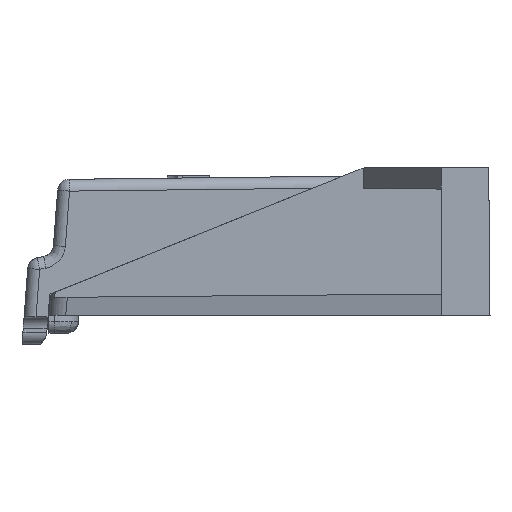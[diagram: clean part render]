
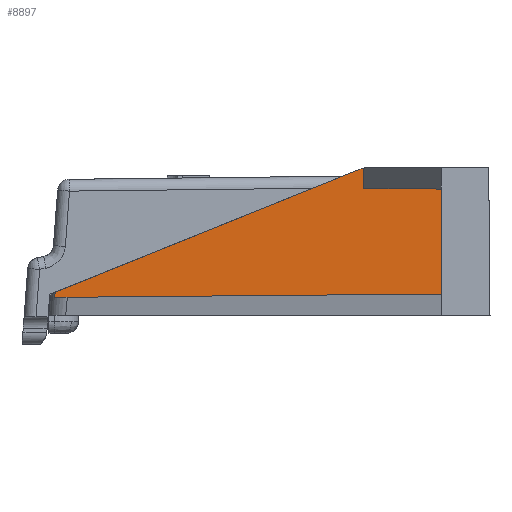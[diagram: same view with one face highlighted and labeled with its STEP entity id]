
A CAD part, left-side view. The second image highlights one B-rep face of the part: STEP entity #8897.
In plain terms, the highlighted planar face has unit normal (-1, 0.009, 0).
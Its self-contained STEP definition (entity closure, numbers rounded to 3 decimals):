
#21 = VECTOR ( 'NONE', #24319, 1000. ) ;
#506 = EDGE_CURVE ( 'NONE', #33280, #36483, #6115, .T. ) ;
#825 = CARTESIAN_POINT ( 'NONE',  ( -38.042, 0.147, 12.33 ) ) ;
#1278 = CARTESIAN_POINT ( 'NONE',  ( -38.04, 0.36, 12.255 ) ) ;
#2842 = VERTEX_POINT ( 'NONE', #12832 ) ;
#2889 = CARTESIAN_POINT ( 'NONE',  ( -38.1, -6.5, 0. ) ) ;
#3657 = CARTESIAN_POINT ( 'NONE',  ( -38.043, 0.037, 12.354 ) ) ;
#3861 = CARTESIAN_POINT ( 'NONE',  ( -38.043, 0.037, 12.354 ) ) ;
#6115 = LINE ( 'NONE', #26094, #9094 ) ;
#8580 = VERTEX_POINT ( 'NONE', #3861 ) ;
#8746 = LINE ( 'NONE', #29243, #23171 ) ;
#8897 = ADVANCED_FACE ( 'NONE', ( #14171 ), #28660, .T. ) ;
#9094 = VECTOR ( 'NONE', #20640, 1000. ) ;
#10138 = CARTESIAN_POINT ( 'NONE',  ( -37.817, 25.933, 1.807 ) ) ;
#10179 = LINE ( 'NONE', #18474, #21 ) ;
#12323 = CARTESIAN_POINT ( 'NONE',  ( -38.041, 0.255, 12.297 ) ) ;
#12780 = ORIENTED_EDGE ( 'NONE', *, *, #506, .T. ) ;
#12832 = CARTESIAN_POINT ( 'NONE',  ( -38.1, -6.5, 1.8 ) ) ;
#13244 = EDGE_CURVE ( 'NONE', #13815, #37194, #10179, .T. ) ;
#13815 = VERTEX_POINT ( 'NONE', #33911 ) ;
#13888 = LINE ( 'NONE', #22198, #24396 ) ;
#14171 = FACE_OUTER_BOUND ( 'NONE', #35883, .T. ) ;
#14349 = DIRECTION ( 'NONE',  ( -1., 0.009, 0. ) ) ;
#15423 = ORIENTED_EDGE ( 'NONE', *, *, #23654, .F. ) ;
#16062 = ORIENTED_EDGE ( 'NONE', *, *, #32864, .T. ) ;
#16639 = VERTEX_POINT ( 'NONE', #24662 ) ;
#16889 = ORIENTED_EDGE ( 'NONE', *, *, #26831, .T. ) ;
#17655 = ORIENTED_EDGE ( 'NONE', *, *, #13244, .T. ) ;
#17820 =( BOUNDED_CURVE ( )  B_SPLINE_CURVE ( 3, ( #3657, #825, #12323, #21161 ),
 .UNSPECIFIED., .F., .F. ) 
 B_SPLINE_CURVE_WITH_KNOTS ( ( 4, 4 ),
 ( 4.927, 5.096 ),
 .UNSPECIFIED. ) 
 CURVE ( )  GEOMETRIC_REPRESENTATION_ITEM ( )  RATIONAL_B_SPLINE_CURVE ( ( 1., 0.998, 0.998, 1. ) ) 
 REPRESENTATION_ITEM ( '' )  );
#18474 = CARTESIAN_POINT ( 'NONE',  ( -38.097, -6.168, 10.603 ) ) ;
#19966 = EDGE_CURVE ( 'NONE', #8580, #33280, #17820, .T. ) ;
#20539 = CARTESIAN_POINT ( 'NONE',  ( -38.1, -6.5, 0. ) ) ;
#20640 = DIRECTION ( 'NONE',  ( 0.008, 0.927, -0.374 ) ) ;
#21161 = CARTESIAN_POINT ( 'NONE',  ( -38.04, 0.36, 12.255 ) ) ;
#21624 = CARTESIAN_POINT ( 'NONE',  ( -37.817, 25.944, 1.662 ) ) ;
#21729 = ORIENTED_EDGE ( 'NONE', *, *, #36408, .T. ) ;
#22198 = CARTESIAN_POINT ( 'NONE',  ( -38.097, -6.168, 1.797 ) ) ;
#22199 =( BOUNDED_CURVE ( )  B_SPLINE_CURVE ( 3, ( #35916, #10138, #21624, #36091 ),
 .UNSPECIFIED., .F., .F. ) 
 B_SPLINE_CURVE_WITH_KNOTS ( ( 4, 4 ),
 ( 2.192, 2.196 ),
 .UNSPECIFIED. ) 
 CURVE ( )  GEOMETRIC_REPRESENTATION_ITEM ( )  RATIONAL_B_SPLINE_CURVE ( ( 1., 1., 1., 1. ) ) 
 REPRESENTATION_ITEM ( '' )  );
#23171 = VECTOR ( 'NONE', #26065, 1000. ) ;
#23654 = EDGE_CURVE ( 'NONE', #13815, #2842, #29735, .T. ) ;
#23956 = VECTOR ( 'NONE', #32012, 1000. ) ;
#24033 = CARTESIAN_POINT ( 'NONE',  ( -37.817, 25.922, 1.952 ) ) ;
#24319 = DIRECTION ( 'NONE',  ( 0.009, 1., 0.009 ) ) ;
#24396 = VECTOR ( 'NONE', #34231, 1000. ) ;
#24662 = CARTESIAN_POINT ( 'NONE',  ( -37.817, 25.955, 1.517 ) ) ;
#25847 = DIRECTION ( 'NONE',  ( -0.009, -1., 0. ) ) ;
#26065 = DIRECTION ( 'NONE',  ( 0., 0., 1. ) ) ;
#26094 = CARTESIAN_POINT ( 'NONE',  ( -38.006, 4.299, 10.667 ) ) ;
#26330 = ORIENTED_EDGE ( 'NONE', *, *, #19966, .T. ) ;
#26831 = EDGE_CURVE ( 'NONE', #16639, #2842, #13888, .T. ) ;
#28660 = PLANE ( 'NONE',  #30206 ) ;
#29243 = CARTESIAN_POINT ( 'NONE',  ( -38.043, 0.037, 10.6 ) ) ;
#29735 = LINE ( 'NONE', #20539, #23956 ) ;
#30206 = AXIS2_PLACEMENT_3D ( 'NONE', #2889, #14349, #25847 ) ;
#32012 = DIRECTION ( 'NONE',  ( 0., 0., -1. ) ) ;
#32864 = EDGE_CURVE ( 'NONE', #37194, #8580, #8746, .T. ) ;
#33280 = VERTEX_POINT ( 'NONE', #1278 ) ;
#33911 = CARTESIAN_POINT ( 'NONE',  ( -38.1, -6.5, 10.6 ) ) ;
#34231 = DIRECTION ( 'NONE',  ( -0.009, -1., 0.009 ) ) ;
#35883 = EDGE_LOOP ( 'NONE', ( #16062, #26330, #12780, #21729, #16889, #15423, #17655 ) ) ;
#35916 = CARTESIAN_POINT ( 'NONE',  ( -37.817, 25.922, 1.952 ) ) ;
#36091 = CARTESIAN_POINT ( 'NONE',  ( -37.817, 25.955, 1.517 ) ) ;
#36408 = EDGE_CURVE ( 'NONE', #36483, #16639, #22199, .T. ) ;
#36445 = CARTESIAN_POINT ( 'NONE',  ( -38.043, 0.037, 10.657 ) ) ;
#36483 = VERTEX_POINT ( 'NONE', #24033 ) ;
#37194 = VERTEX_POINT ( 'NONE', #36445 ) ;
